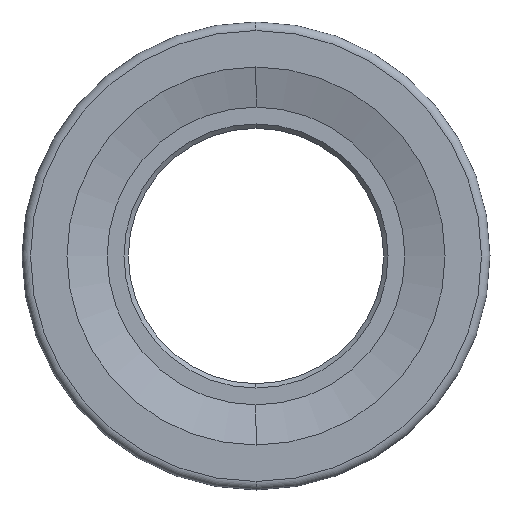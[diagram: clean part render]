
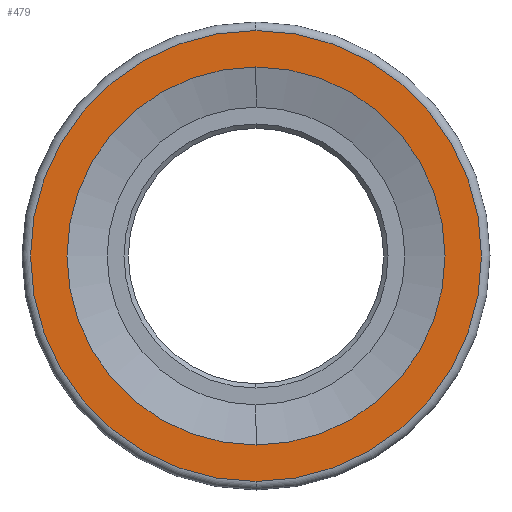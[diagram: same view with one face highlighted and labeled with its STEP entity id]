
A CAD part, left-side view. The second image highlights one B-rep face of the part: STEP entity #479.
In plain terms, the highlighted planar face has unit normal (-1, 0, 0).
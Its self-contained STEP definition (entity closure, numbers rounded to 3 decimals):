
#1 = DIRECTION ( 'NONE',  ( 0., 0., 1. ) ) ;
#10 = AXIS2_PLACEMENT_3D ( 'NONE', #892, #592, #664 ) ;
#24 = CIRCLE ( 'NONE', #77, 22.219 ) ;
#66 = FACE_BOUND ( 'NONE', #218, .T. ) ;
#77 = AXIS2_PLACEMENT_3D ( 'NONE', #294, #525, #906 ) ;
#95 = ORIENTED_EDGE ( 'NONE', *, *, #956, .T. ) ;
#96 = CIRCLE ( 'NONE', #796, 26.5 ) ;
#97 = AXIS2_PLACEMENT_3D ( 'NONE', #952, #211, #1 ) ;
#150 = CARTESIAN_POINT ( 'NONE',  ( -17., 0., 0. ) ) ;
#165 = CARTESIAN_POINT ( 'NONE',  ( -17., 0., 22.219 ) ) ;
#172 = CIRCLE ( 'NONE', #203, 22.219 ) ;
#199 = FACE_OUTER_BOUND ( 'NONE', #526, .T. ) ;
#203 = AXIS2_PLACEMENT_3D ( 'NONE', #150, #498, #864 ) ;
#207 = ORIENTED_EDGE ( 'NONE', *, *, #712, .T. ) ;
#211 = DIRECTION ( 'NONE',  ( -1., 0., 0. ) ) ;
#218 = EDGE_LOOP ( 'NONE', ( #207, #95 ) ) ;
#230 = EDGE_CURVE ( 'NONE', #255, #726, #295, .T. ) ;
#251 = DIRECTION ( 'NONE',  ( 0., 0., -1. ) ) ;
#255 = VERTEX_POINT ( 'NONE', #310 ) ;
#294 = CARTESIAN_POINT ( 'NONE',  ( -17., 0., 0. ) ) ;
#295 = CIRCLE ( 'NONE', #10, 26.5 ) ;
#310 = CARTESIAN_POINT ( 'NONE',  ( -17., 0., -26.5 ) ) ;
#313 = VERTEX_POINT ( 'NONE', #165 ) ;
#378 = ORIENTED_EDGE ( 'NONE', *, *, #856, .F. ) ;
#444 = VERTEX_POINT ( 'NONE', #490 ) ;
#479 = ADVANCED_FACE ( 'NONE', ( #66, #199 ), #728, .T. ) ;
#490 = CARTESIAN_POINT ( 'NONE',  ( -17., 0., -22.219 ) ) ;
#498 = DIRECTION ( 'NONE',  ( 1., 0., 0. ) ) ;
#525 = DIRECTION ( 'NONE',  ( 1., 0., 0. ) ) ;
#526 = EDGE_LOOP ( 'NONE', ( #679, #378 ) ) ;
#592 = DIRECTION ( 'NONE',  ( 1., 0., 0. ) ) ;
#664 = DIRECTION ( 'NONE',  ( 0., 0., -1. ) ) ;
#679 = ORIENTED_EDGE ( 'NONE', *, *, #230, .F. ) ;
#712 = EDGE_CURVE ( 'NONE', #444, #313, #24, .T. ) ;
#726 = VERTEX_POINT ( 'NONE', #748 ) ;
#728 = PLANE ( 'NONE',  #97 ) ;
#748 = CARTESIAN_POINT ( 'NONE',  ( -17., 0., 26.5 ) ) ;
#796 = AXIS2_PLACEMENT_3D ( 'NONE', #934, #860, #251 ) ;
#856 = EDGE_CURVE ( 'NONE', #726, #255, #96, .T. ) ;
#860 = DIRECTION ( 'NONE',  ( 1., 0., 0. ) ) ;
#864 = DIRECTION ( 'NONE',  ( 0., 0., -1. ) ) ;
#892 = CARTESIAN_POINT ( 'NONE',  ( -17., 0., 0. ) ) ;
#906 = DIRECTION ( 'NONE',  ( 0., 0., -1. ) ) ;
#934 = CARTESIAN_POINT ( 'NONE',  ( -17., 0., 0. ) ) ;
#952 = CARTESIAN_POINT ( 'NONE',  ( -17., 22.219, 0. ) ) ;
#956 = EDGE_CURVE ( 'NONE', #313, #444, #172, .T. ) ;
